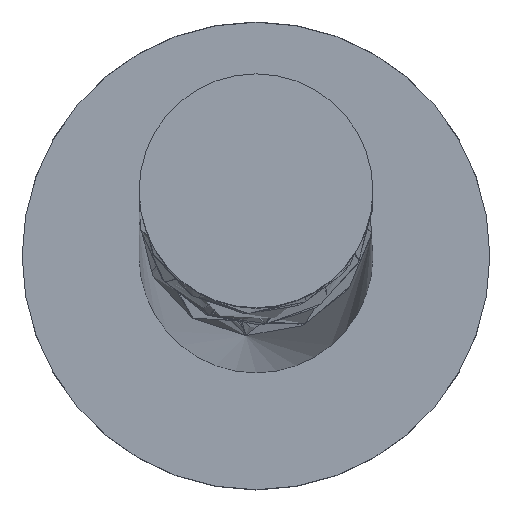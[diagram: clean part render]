
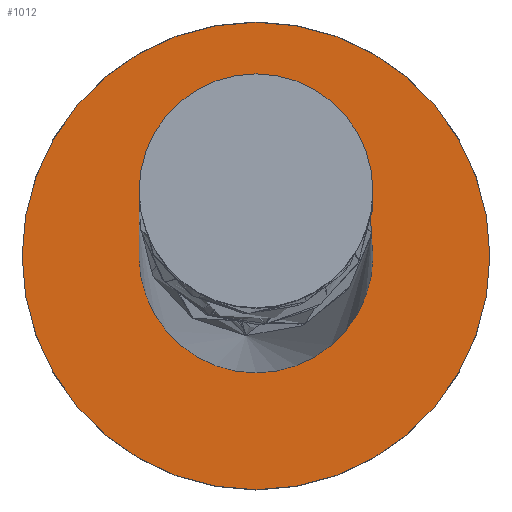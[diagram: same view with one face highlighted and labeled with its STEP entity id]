
A CAD part, top view. The second image highlights one B-rep face of the part: STEP entity #1012.
In plain terms, the highlighted planar face has unit normal (0, 0, 1).
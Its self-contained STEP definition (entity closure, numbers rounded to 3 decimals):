
#71 = EDGE_CURVE ( 'NONE', #2196, #295, #2098, .T. ) ;
#139 = AXIS2_PLACEMENT_3D ( 'NONE', #1163, #1859, #994 ) ;
#163 = EDGE_LOOP ( 'NONE', ( #2092, #2116 ) ) ;
#184 = ORIENTED_EDGE ( 'NONE', *, *, #1608, .F. ) ;
#279 = CARTESIAN_POINT ( 'NONE',  ( 0., 0., 3. ) ) ;
#295 = VERTEX_POINT ( 'NONE', #694 ) ;
#353 = DIRECTION ( 'NONE',  ( 0., 0., 1. ) ) ;
#358 = AXIS2_PLACEMENT_3D ( 'NONE', #279, #426, #1484 ) ;
#380 = CARTESIAN_POINT ( 'NONE',  ( -2.5, 0., 3. ) ) ;
#396 = AXIS2_PLACEMENT_3D ( 'NONE', #1772, #353, #1558 ) ;
#408 = DIRECTION ( 'NONE',  ( 0., 0., 1. ) ) ;
#426 = DIRECTION ( 'NONE',  ( 0., 0., 1. ) ) ;
#451 = CARTESIAN_POINT ( 'NONE',  ( 0., 0., 3. ) ) ;
#635 = DIRECTION ( 'NONE',  ( 1., 0., 0. ) ) ;
#694 = CARTESIAN_POINT ( 'NONE',  ( -5., 0., 3. ) ) ;
#732 = VERTEX_POINT ( 'NONE', #380 ) ;
#754 = DIRECTION ( 'NONE',  ( 0., 0., 1. ) ) ;
#789 = FACE_BOUND ( 'NONE', #1729, .T. ) ;
#791 = EDGE_CURVE ( 'NONE', #295, #2196, #2038, .T. ) ;
#806 = VERTEX_POINT ( 'NONE', #2063 ) ;
#950 = ORIENTED_EDGE ( 'NONE', *, *, #2211, .F. ) ;
#969 = FACE_OUTER_BOUND ( 'NONE', #163, .T. ) ;
#994 = DIRECTION ( 'NONE',  ( 1., 0., 0. ) ) ;
#1012 = ADVANCED_FACE ( 'NONE', ( #789, #969 ), #1993, .T. ) ;
#1163 = CARTESIAN_POINT ( 'NONE',  ( 0., 0., 3. ) ) ;
#1165 = AXIS2_PLACEMENT_3D ( 'NONE', #451, #754, #1260 ) ;
#1213 = AXIS2_PLACEMENT_3D ( 'NONE', #1456, #408, #635 ) ;
#1260 = DIRECTION ( 'NONE',  ( 1., 0., 0. ) ) ;
#1372 = CARTESIAN_POINT ( 'NONE',  ( 5., 0., 3. ) ) ;
#1456 = CARTESIAN_POINT ( 'NONE',  ( 0., 0., 3. ) ) ;
#1484 = DIRECTION ( 'NONE',  ( 1., 0., 0. ) ) ;
#1558 = DIRECTION ( 'NONE',  ( 1., 0., 0. ) ) ;
#1608 = EDGE_CURVE ( 'NONE', #806, #732, #1899, .T. ) ;
#1729 = EDGE_LOOP ( 'NONE', ( #950, #184 ) ) ;
#1758 = CIRCLE ( 'NONE', #139, 2.5 ) ;
#1772 = CARTESIAN_POINT ( 'NONE',  ( 0., 0., 3. ) ) ;
#1859 = DIRECTION ( 'NONE',  ( 0., 0., 1. ) ) ;
#1899 = CIRCLE ( 'NONE', #1213, 2.5 ) ;
#1993 = PLANE ( 'NONE',  #358 ) ;
#2038 = CIRCLE ( 'NONE', #396, 5. ) ;
#2063 = CARTESIAN_POINT ( 'NONE',  ( 2.5, 0., 3. ) ) ;
#2092 = ORIENTED_EDGE ( 'NONE', *, *, #791, .T. ) ;
#2098 = CIRCLE ( 'NONE', #1165, 5. ) ;
#2116 = ORIENTED_EDGE ( 'NONE', *, *, #71, .T. ) ;
#2196 = VERTEX_POINT ( 'NONE', #1372 ) ;
#2211 = EDGE_CURVE ( 'NONE', #732, #806, #1758, .T. ) ;
